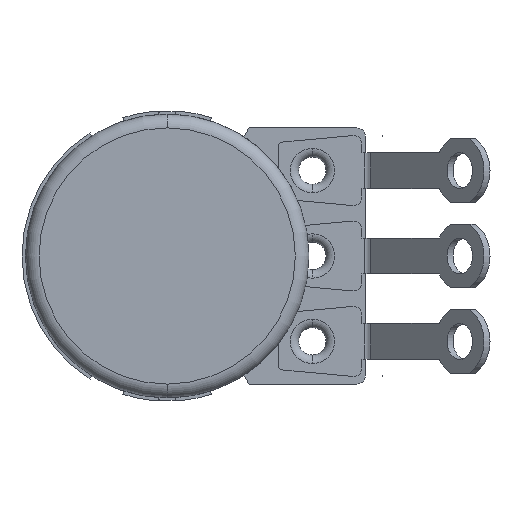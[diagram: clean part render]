
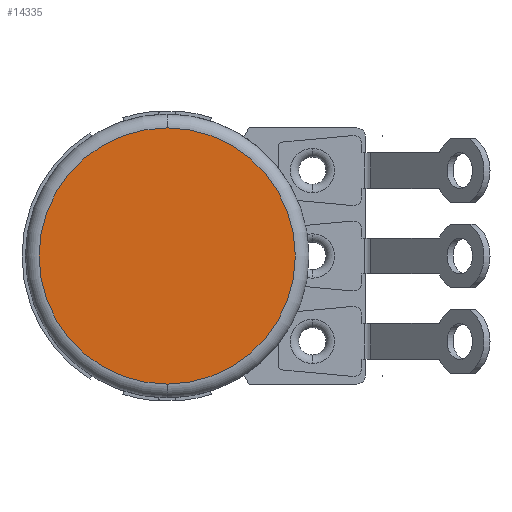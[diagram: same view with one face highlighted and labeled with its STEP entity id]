
A CAD part, left-side view. The second image highlights one B-rep face of the part: STEP entity #14335.
In plain terms, the highlighted planar face has unit normal (-1, 0, 0).
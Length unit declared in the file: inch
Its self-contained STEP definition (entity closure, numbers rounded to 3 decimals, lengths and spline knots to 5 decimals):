
#5623=CARTESIAN_POINT('',(-9.1,0.,0.));
#5624=DIRECTION('',(-1.,0.,0.));
#5625=DIRECTION('',(0.,0.,1.));
#5626=AXIS2_PLACEMENT_3D('',#5623,#5624,#5625);
#5628=CARTESIAN_POINT('',(-9.1,0.,0.));
#5629=DIRECTION('',(1.,0.,0.));
#5630=DIRECTION('',(0.,0.,1.));
#5631=AXIS2_PLACEMENT_3D('',#5628,#5629,#5630);
#7373=CARTESIAN_POINT('',(-9.1,0.,7.5));
#7374=VERTEX_POINT('',#7373);
#7383=CARTESIAN_POINT('',(-9.1,0.,-7.5));
#7384=VERTEX_POINT('',#7383);
#14326=CARTESIAN_POINT('',(-9.1,0.,0.));
#14327=DIRECTION('',(1.,0.,0.));
#14328=DIRECTION('',(0.,0.,-1.));
#14329=AXIS2_PLACEMENT_3D('',#14326,#14327,#14328);
#14330=PLANE('',#14329);
#14331=ORIENTED_EDGE('',*,*,#14305,.F.);
#14332=ORIENTED_EDGE('',*,*,#14321,.T.);
#14333=EDGE_LOOP('',(#14331,#14332));
#14334=FACE_OUTER_BOUND('',#14333,.F.);
#14335=ADVANCED_FACE('',(#14334),#14330,.F.);
#5627=CIRCLE('',#5626,7.5);
#5632=CIRCLE('',#5631,7.5);
#14305=EDGE_CURVE('',#7374,#7384,#5627,.T.);
#14321=EDGE_CURVE('',#7374,#7384,#5632,.T.);
